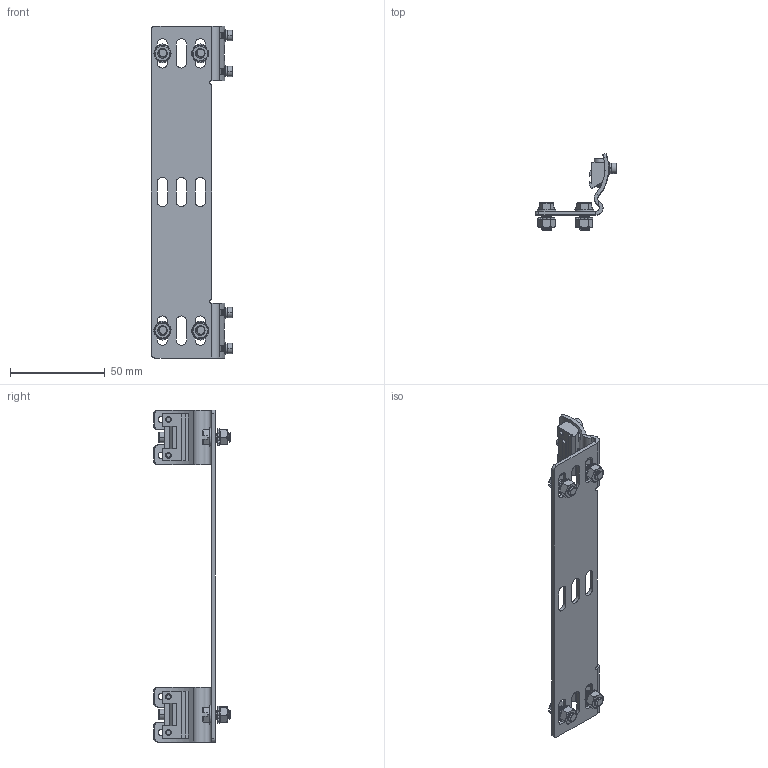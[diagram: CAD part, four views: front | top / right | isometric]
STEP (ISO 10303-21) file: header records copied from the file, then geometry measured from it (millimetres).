
FILE_DESCRIPTION((''),'2;1');
FILE_NAME('147233_ASM','2019-04-04T10:41:43',('pdmadmin'),('BANNER ENGINEERING'),'CREO PARAMETRIC BY PTC INC, 2018300','CREO PARAMETRIC BY PTC INC, 2018300','');
FILE_SCHEMA(('CONFIG_CONTROL_DESIGN'));
Products named in the file (12): 142168; 58892; 119057; 159330; 168324; 168324_WASHER_LOCK; 168324_WASHER_FLAT; 168324_ASM; 159329; 123308; 82849_ASM; 147233_ASM
Assembly tree (23 placements, depth 4):
  147233_ASM
    82849_ASM
      142168
      58892  x4
      119057  x4
      159330  x2
      168324_ASM  x4
        168324
        168324_WASHER_LOCK
        168324_WASHER_FLAT
      159329  x2
      123308  x2
Bounding box: 43.23 x 40.6 x 175.6 mm (x, y, z)
Volume: 18973.1 mm3; surface area: 24875.5 mm2
Topology: 27 solids, 37 shells, 1546 faces, 4174 edges, 2694 vertices
Faces by surface type: cylinder 724, plane 644, bspline 100, cone 70, torus 8
Entity records: 35078 total; most frequent: CARTESIAN_POINT 21113, ORIENTED_EDGE 3026, DIRECTION 2592, EDGE_CURVE 1521, VERTEX_POINT 983, AXIS2_PLACEMENT_3D 890, VECTOR 812, LINE 812
